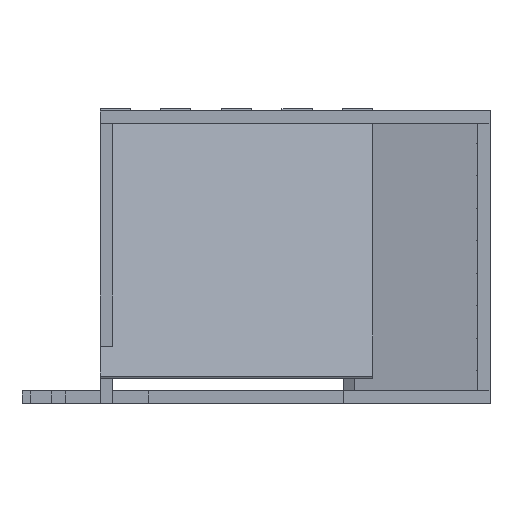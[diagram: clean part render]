
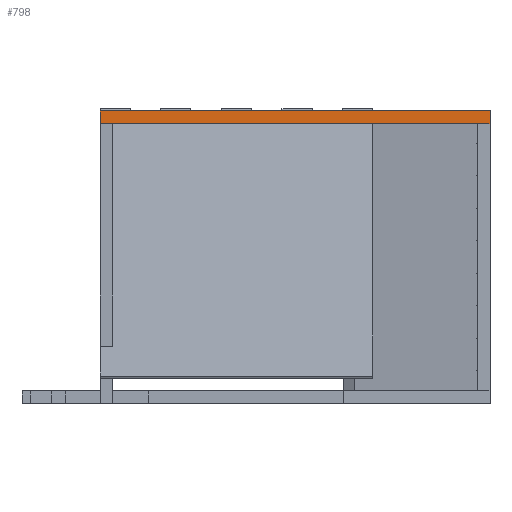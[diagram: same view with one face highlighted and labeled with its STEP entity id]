
A CAD part, front view. The second image highlights one B-rep face of the part: STEP entity #798.
In plain terms, the highlighted planar face has unit normal (0, -1, 0).
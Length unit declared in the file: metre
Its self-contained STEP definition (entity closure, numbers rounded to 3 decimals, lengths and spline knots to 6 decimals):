
#798 = ADVANCED_FACE( '', ( #1792 ), #1793, .F. );
#1792 = FACE_OUTER_BOUND( '', #2989, .T. );
#1793 = PLANE( '', #2990 );
#2989 = EDGE_LOOP( '', ( #5377, #5378, #5379, #5380 ) );
#2990 = AXIS2_PLACEMENT_3D( '', #5381, #5382, #5383 );
#5377 = ORIENTED_EDGE( '', *, *, #8250, .F. );
#5378 = ORIENTED_EDGE( '', *, *, #8000, .F. );
#5379 = ORIENTED_EDGE( '', *, *, #7447, .T. );
#5380 = ORIENTED_EDGE( '', *, *, #7554, .T. );
#5381 = CARTESIAN_POINT( '', ( -0.010057, 0.081973, -0.172581 ) );
#5382 = DIRECTION( '', ( 0., 1., 0. ) );
#5383 = DIRECTION( '', ( 0., 0., -1. ) );
#7447 = EDGE_CURVE( '', #9068, #9066, #9069, .T. );
#7554 = EDGE_CURVE( '', #9066, #9252, #9254, .T. );
#8000 = EDGE_CURVE( '', #9068, #9969, #9970, .T. );
#8250 = EDGE_CURVE( '', #9969, #9252, #10332, .T. );
#9066 = VERTEX_POINT( '', #11421 );
#9068 = VERTEX_POINT( '', #11424 );
#9069 = LINE( '', #11425, #11426 );
#9252 = VERTEX_POINT( '', #11692 );
#9254 = LINE( '', #11695, #11696 );
#9969 = VERTEX_POINT( '', #12764 );
#9970 = LINE( '', #12765, #12766 );
#10332 = LINE( '', #13320, #13321 );
#11421 = CARTESIAN_POINT( '', ( 0.091543, 0.081973, -0.172581 ) );
#11424 = CARTESIAN_POINT( '', ( -0.010057, 0.081973, -0.172581 ) );
#11425 = CARTESIAN_POINT( '', ( -0.010057, 0.081973, -0.172581 ) );
#11426 = VECTOR( '', #14402, 1. );
#11692 = CARTESIAN_POINT( '', ( 0.091543, 0.081973, -0.169279 ) );
#11695 = CARTESIAN_POINT( '', ( 0.091543, 0.081973, -0.172581 ) );
#11696 = VECTOR( '', #14487, 1. );
#12764 = CARTESIAN_POINT( '', ( -0.010057, 0.081973, -0.169279 ) );
#12765 = CARTESIAN_POINT( '', ( -0.010057, 0.081973, -0.172581 ) );
#12766 = VECTOR( '', #14841, 1. );
#13320 = CARTESIAN_POINT( '', ( -0.010057, 0.081973, -0.169279 ) );
#13321 = VECTOR( '', #15034, 1. );
#14402 = DIRECTION( '', ( 1., 0., 0. ) );
#14487 = DIRECTION( '', ( 0., 0., 1. ) );
#14841 = DIRECTION( '', ( 0., 0., 1. ) );
#15034 = DIRECTION( '', ( 1., 0., 0. ) );
